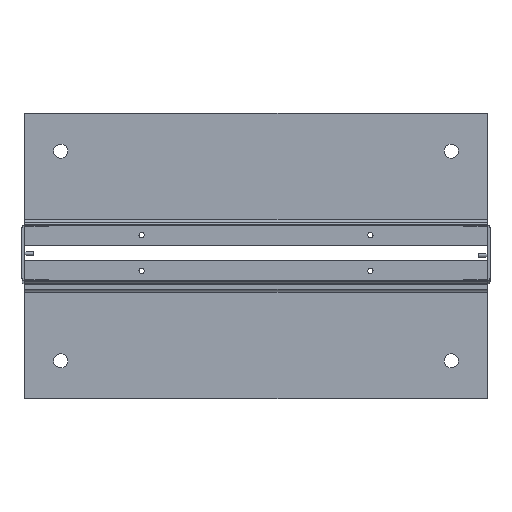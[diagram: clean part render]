
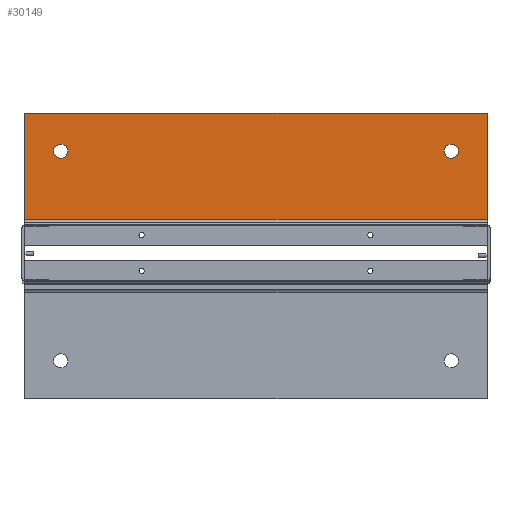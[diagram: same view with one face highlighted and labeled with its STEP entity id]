
A CAD part, top view. The second image highlights one B-rep face of the part: STEP entity #30149.
In plain terms, the highlighted planar face has unit normal (0, 0, 1).
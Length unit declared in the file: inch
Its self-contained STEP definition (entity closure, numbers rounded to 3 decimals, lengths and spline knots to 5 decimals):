
#1660 = VERTEX_POINT ( 'NONE', #2944 ) ;
#2068 = CARTESIAN_POINT ( 'NONE',  ( 10.25, 5.875, -44.7815 ) ) ;
#2428 = LINE ( 'NONE', #14244, #32162 ) ;
#2944 = CARTESIAN_POINT ( 'NONE',  ( 12.125, 1.938, -44.7815 ) ) ;
#3587 = EDGE_CURVE ( 'NONE', #1660, #50308, #5863, .T. ) ;
#3812 = DIRECTION ( 'NONE',  ( 0., 0., -1. ) ) ;
#5863 = LINE ( 'NONE', #9968, #47215 ) ;
#6488 = EDGE_CURVE ( 'NONE', #50308, #20408, #40438, .T. ) ;
#8868 = EDGE_CURVE ( 'NONE', #44138, #44138, #30189, .T. ) ;
#9702 = AXIS2_PLACEMENT_3D ( 'NONE', #12609, #44447, #36489 ) ;
#9883 = CARTESIAN_POINT ( 'NONE',  ( -12.125, 7.5, -44.7815 ) ) ;
#9968 = CARTESIAN_POINT ( 'NONE',  ( 12.125, 1.938, -44.7815 ) ) ;
#12288 = FACE_BOUND ( 'NONE', #21807, .T. ) ;
#12339 = AXIS2_PLACEMENT_3D ( 'NONE', #17272, #24467, #43977 ) ;
#12609 = CARTESIAN_POINT ( 'NONE',  ( -10.25, 5.5, -44.7815 ) ) ;
#12677 = LINE ( 'NONE', #36294, #15791 ) ;
#13153 = VECTOR ( 'NONE', #45057, 39.37008 ) ;
#14244 = CARTESIAN_POINT ( 'NONE',  ( 12.125, 7.5, -44.7815 ) ) ;
#14745 = ORIENTED_EDGE ( 'NONE', *, *, #28952, .F. ) ;
#15791 = VECTOR ( 'NONE', #16529, 39.37008 ) ;
#15885 = PLANE ( 'NONE',  #42903 ) ;
#16161 = ORIENTED_EDGE ( 'NONE', *, *, #8868, .F. ) ;
#16529 = DIRECTION ( 'NONE',  ( 0., -1., 0. ) ) ;
#17272 = CARTESIAN_POINT ( 'NONE',  ( 10.25, 5.5, -44.7815 ) ) ;
#17878 = EDGE_CURVE ( 'NONE', #34166, #34166, #32861, .T. ) ;
#20408 = VERTEX_POINT ( 'NONE', #23364 ) ;
#21462 = ORIENTED_EDGE ( 'NONE', *, *, #6488, .F. ) ;
#21807 = EDGE_LOOP ( 'NONE', ( #36705 ) ) ;
#22204 = DIRECTION ( 'NONE',  ( 1., 0., 0. ) ) ;
#23364 = CARTESIAN_POINT ( 'NONE',  ( -12.125, 7.5, -44.7815 ) ) ;
#24467 = DIRECTION ( 'NONE',  ( 0., 0., 1. ) ) ;
#25617 = DIRECTION ( 'NONE',  ( -1., 0., 0. ) ) ;
#25674 = EDGE_LOOP ( 'NONE', ( #26201, #27851, #14745, #21462 ) ) ;
#26201 = ORIENTED_EDGE ( 'NONE', *, *, #3587, .F. ) ;
#27019 = EDGE_LOOP ( 'NONE', ( #16161 ) ) ;
#27851 = ORIENTED_EDGE ( 'NONE', *, *, #30574, .F. ) ;
#28952 = EDGE_CURVE ( 'NONE', #20408, #32454, #2428, .T. ) ;
#30149 = ADVANCED_FACE ( 'NONE', ( #32071, #35156, #12288 ), #15885, .F. ) ;
#30189 = CIRCLE ( 'NONE', #9702, 0.375 ) ;
#30574 = EDGE_CURVE ( 'NONE', #32454, #1660, #12677, .T. ) ;
#31299 = CARTESIAN_POINT ( 'NONE',  ( 12.125, 7.5, -44.7815 ) ) ;
#32071 = FACE_OUTER_BOUND ( 'NONE', #25674, .T. ) ;
#32162 = VECTOR ( 'NONE', #22204, 39.37008 ) ;
#32454 = VERTEX_POINT ( 'NONE', #44103 ) ;
#32861 = CIRCLE ( 'NONE', #12339, 0.375 ) ;
#34166 = VERTEX_POINT ( 'NONE', #2068 ) ;
#35156 = FACE_BOUND ( 'NONE', #27019, .T. ) ;
#36294 = CARTESIAN_POINT ( 'NONE',  ( 12.125, 7.5, -44.7815 ) ) ;
#36489 = DIRECTION ( 'NONE',  ( 0., 1., 0. ) ) ;
#36705 = ORIENTED_EDGE ( 'NONE', *, *, #17878, .F. ) ;
#39235 = CARTESIAN_POINT ( 'NONE',  ( -12.125, 1.938, -44.7815 ) ) ;
#40019 = DIRECTION ( 'NONE',  ( 0., -1., 0. ) ) ;
#40438 = LINE ( 'NONE', #9883, #13153 ) ;
#42903 = AXIS2_PLACEMENT_3D ( 'NONE', #31299, #3812, #40019 ) ;
#43977 = DIRECTION ( 'NONE',  ( 0., 1., 0. ) ) ;
#44103 = CARTESIAN_POINT ( 'NONE',  ( 12.125, 7.5, -44.7815 ) ) ;
#44138 = VERTEX_POINT ( 'NONE', #47461 ) ;
#44447 = DIRECTION ( 'NONE',  ( 0., 0., 1. ) ) ;
#45057 = DIRECTION ( 'NONE',  ( 0., 1., 0. ) ) ;
#47215 = VECTOR ( 'NONE', #25617, 39.37008 ) ;
#47461 = CARTESIAN_POINT ( 'NONE',  ( -10.25, 5.875, -44.7815 ) ) ;
#50308 = VERTEX_POINT ( 'NONE', #39235 ) ;
